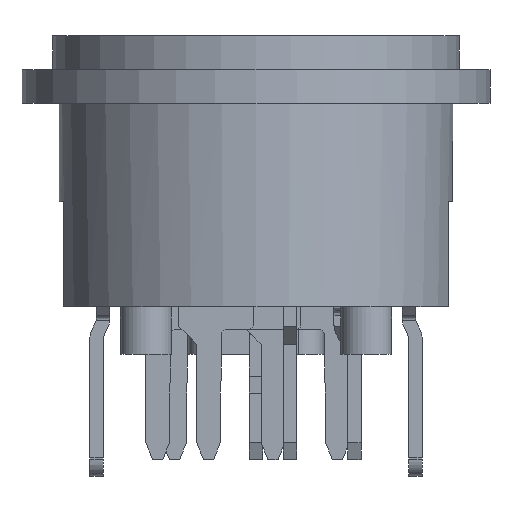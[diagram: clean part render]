
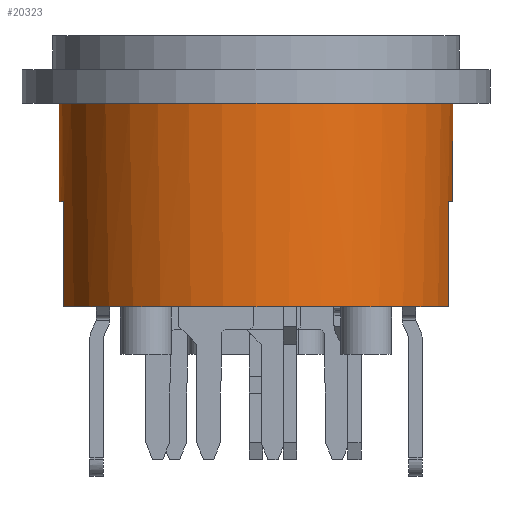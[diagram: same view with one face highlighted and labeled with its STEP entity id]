
A CAD part, front view. The second image highlights one B-rep face of the part: STEP entity #20323.
In plain terms, the highlighted cylindrical face has radius 5.8 mm (diameter 11.6 mm), a full revolution.
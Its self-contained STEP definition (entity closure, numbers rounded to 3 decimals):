
#20219=CARTESIAN_POINT('',(-5.8,0.,6.));
#20220=VERTEX_POINT('',#20219);
#20221=CARTESIAN_POINT('',(0.,0.,6.));
#20222=DIRECTION('',(-1.,0.,0.));
#20223=DIRECTION('',(0.,0.,1.));
#20224=AXIS2_PLACEMENT_3D('',#20221,#20223,#20222);
#20225=CIRCLE('',#20224,5.8);
#20226=EDGE_CURVE('',#20220,#20220,#20225,.T.);
#20231=CARTESIAN_POINT('',(0.,0.,6.));
#20232=DIRECTION('',(-1.,0.,0.));
#20233=DIRECTION('',(0.,0.,-1.));
#20234=AXIS2_PLACEMENT_3D('',#20231,#20233,#20232);
#20235=CYLINDRICAL_SURFACE('',#20234,5.8);
#20236=CARTESIAN_POINT('',(-5.8,0.,3.1));
#20237=VERTEX_POINT('',#20236);
#20238=CARTESIAN_POINT('',(-5.8,0.,6.));
#20239=DIRECTION('',(0.,0.,-1.));
#20240=VECTOR('',#20239,2.9);
#20241=LINE('',#20238,#20240);
#20242=EDGE_CURVE('',#20220,#20237,#20241,.T.);
#20243=ORIENTED_EDGE('',*,*,#20242,.T.);
#20244=CARTESIAN_POINT('',(-5.664,-1.25,3.1));
#20245=VERTEX_POINT('',#20244);
#20246=CARTESIAN_POINT('',(0.,0.,3.1));
#20247=DIRECTION('',(-1.,0.,0.));
#20248=DIRECTION('',(0.,0.,1.));
#20249=AXIS2_PLACEMENT_3D('',#20246,#20248,#20247);
#20250=CIRCLE('',#20249,5.8);
#20251=EDGE_CURVE('',#20237,#20245,#20250,.T.);
#20252=ORIENTED_EDGE('',*,*,#20251,.T.);
#20253=CARTESIAN_POINT('',(-5.664,-1.25,0.));
#20254=VERTEX_POINT('',#20253);
#20255=CARTESIAN_POINT('',(-5.664,-1.25,3.1));
#20256=DIRECTION('',(0.,0.,-1.));
#20257=VECTOR('',#20256,3.1);
#20258=LINE('',#20255,#20257);
#20259=EDGE_CURVE('',#20245,#20254,#20258,.T.);
#20260=ORIENTED_EDGE('',*,*,#20259,.T.);
#20261=CARTESIAN_POINT('',(5.664,-1.25,0.));
#20262=VERTEX_POINT('',#20261);
#20263=CARTESIAN_POINT('',(0.,0.,0.));
#20264=DIRECTION('',(-0.977,-0.216,0.));
#20265=DIRECTION('',(-0.,0.,1.));
#20266=AXIS2_PLACEMENT_3D('',#20263,#20265,#20264);
#20267=CIRCLE('',#20266,5.8);
#20268=EDGE_CURVE('',#20254,#20262,#20267,.T.);
#20269=ORIENTED_EDGE('',*,*,#20268,.T.);
#20270=CARTESIAN_POINT('',(5.664,-1.25,3.1));
#20271=VERTEX_POINT('',#20270);
#20272=CARTESIAN_POINT('',(5.664,-1.25,0.));
#20273=DIRECTION('',(0.,0.,1.));
#20274=VECTOR('',#20273,3.1);
#20275=LINE('',#20272,#20274);
#20276=EDGE_CURVE('',#20262,#20271,#20275,.T.);
#20277=ORIENTED_EDGE('',*,*,#20276,.T.);
#20278=CARTESIAN_POINT('',(5.664,1.25,3.1));
#20279=VERTEX_POINT('',#20278);
#20280=CARTESIAN_POINT('',(0.,0.,3.1));
#20281=DIRECTION('',(0.977,-0.216,0.));
#20282=DIRECTION('',(0.,-0.,1.));
#20283=AXIS2_PLACEMENT_3D('',#20280,#20282,#20281);
#20284=CIRCLE('',#20283,5.8);
#20285=EDGE_CURVE('',#20271,#20279,#20284,.T.);
#20286=ORIENTED_EDGE('',*,*,#20285,.T.);
#20287=CARTESIAN_POINT('',(5.664,1.25,0.));
#20288=VERTEX_POINT('',#20287);
#20289=CARTESIAN_POINT('',(5.664,1.25,3.1));
#20290=DIRECTION('',(0.,0.,-1.));
#20291=VECTOR('',#20290,3.1);
#20292=LINE('',#20289,#20291);
#20293=EDGE_CURVE('',#20279,#20288,#20292,.T.);
#20294=ORIENTED_EDGE('',*,*,#20293,.T.);
#20295=CARTESIAN_POINT('',(-5.664,1.25,0.));
#20296=VERTEX_POINT('',#20295);
#20297=CARTESIAN_POINT('',(0.,0.,0.));
#20298=DIRECTION('',(0.977,0.216,0.));
#20299=DIRECTION('',(0.,0.,1.));
#20300=AXIS2_PLACEMENT_3D('',#20297,#20299,#20298);
#20301=CIRCLE('',#20300,5.8);
#20302=EDGE_CURVE('',#20288,#20296,#20301,.T.);
#20303=ORIENTED_EDGE('',*,*,#20302,.T.);
#20304=CARTESIAN_POINT('',(-5.664,1.25,3.1));
#20305=VERTEX_POINT('',#20304);
#20306=CARTESIAN_POINT('',(-5.664,1.25,0.));
#20307=DIRECTION('',(0.,0.,1.));
#20308=VECTOR('',#20307,3.1);
#20309=LINE('',#20306,#20308);
#20310=EDGE_CURVE('',#20296,#20305,#20309,.T.);
#20311=ORIENTED_EDGE('',*,*,#20310,.T.);
#20312=CARTESIAN_POINT('',(0.,0.,3.1));
#20313=DIRECTION('',(-0.977,0.216,0.));
#20314=DIRECTION('',(0.,0.,1.));
#20315=AXIS2_PLACEMENT_3D('',#20312,#20314,#20313);
#20316=CIRCLE('',#20315,5.8);
#20317=EDGE_CURVE('',#20305,#20237,#20316,.T.);
#20318=ORIENTED_EDGE('',*,*,#20317,.T.);
#20319=ORIENTED_EDGE('',*,*,#20242,.F.);
#20320=ORIENTED_EDGE('',*,*,#20226,.F.);
#20321=EDGE_LOOP('',(#20243,#20252,#20260,#20269,#20277,#20286,#20294,#20303,#20311,#20318,#20319,#20320));
#20322=FACE_OUTER_BOUND('',#20321,.T.);
#20323=ADVANCED_FACE('',(#20322),#20235,.T.);
